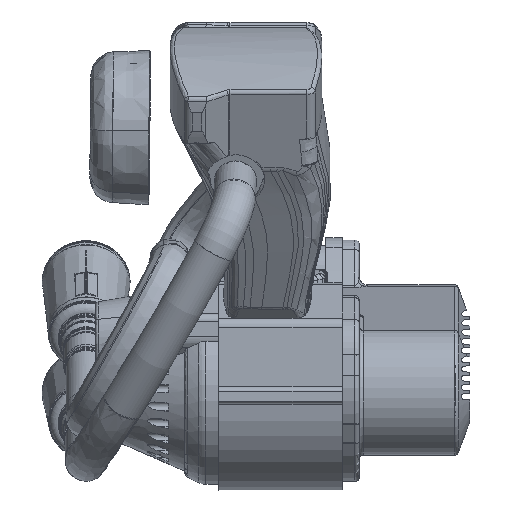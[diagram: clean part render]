
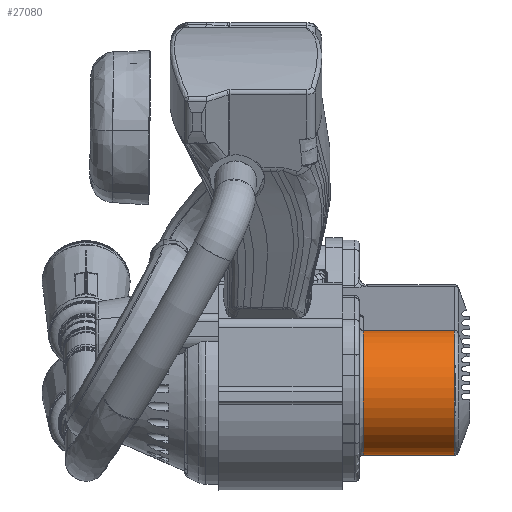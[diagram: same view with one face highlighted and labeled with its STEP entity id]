
A CAD part, left-side view. The second image highlights one B-rep face of the part: STEP entity #27080.
In plain terms, the highlighted cylindrical face has radius 75 mm (diameter 150 mm), a partial arc.
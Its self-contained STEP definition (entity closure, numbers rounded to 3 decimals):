
#566=CYLINDRICAL_SURFACE('',#29241,75.);
#1781=CIRCLE('',#29236,75.);
#1784=CIRCLE('',#29240,75.);
#2711=LINE('',#167602,#3666);
#2712=LINE('',#167603,#3667);
#3666=VECTOR('',#34248,108.735);
#3667=VECTOR('',#34249,108.735);
#5972=FACE_OUTER_BOUND('',#7593,.T.);
#7593=EDGE_LOOP('',(#23817,#23818,#23819,#23820));
#12049=VERTEX_POINT('',#167590);
#12050=VERTEX_POINT('',#167592);
#12051=VERTEX_POINT('',#167596);
#12052=VERTEX_POINT('',#167598);
#16015=EDGE_CURVE('',#12049,#12050,#1781,.T.);
#16018=EDGE_CURVE('',#12051,#12052,#1784,.T.);
#16019=EDGE_CURVE('',#12052,#12049,#2711,.T.);
#16020=EDGE_CURVE('',#12051,#12050,#2712,.T.);
#23817=ORIENTED_EDGE('',*,*,#16019,.T.);
#23818=ORIENTED_EDGE('',*,*,#16015,.T.);
#23819=ORIENTED_EDGE('',*,*,#16020,.F.);
#23820=ORIENTED_EDGE('',*,*,#16018,.T.);
#27080=ADVANCED_FACE('',(#5972),#566,.T.);
#29236=AXIS2_PLACEMENT_3D('',#167594,#34236,#34237);
#29240=AXIS2_PLACEMENT_3D('',#167600,#34244,#34245);
#29241=AXIS2_PLACEMENT_3D('',#167601,#34246,#34247);
#34236=DIRECTION('center_axis',(0.,1.,0.));
#34237=DIRECTION('ref_axis',(0.01,0.,-1.));
#34244=DIRECTION('center_axis',(0.,-1.,0.));
#34245=DIRECTION('ref_axis',(-0.166,0.,0.986));
#34246=DIRECTION('center_axis',(0.,-1.,0.));
#34247=DIRECTION('ref_axis',(-0.996,0.,-0.088));
#34248=DIRECTION('',(0.,-1.,0.));
#34249=DIRECTION('',(0.,-1.,0.));
#167590=CARTESIAN_POINT('',(846.721,-231.535,-153.111));
#167592=CARTESIAN_POINT('',(833.501,-231.535,-4.156));
#167594=CARTESIAN_POINT('Origin',(845.955,-231.535,-78.115));
#167596=CARTESIAN_POINT('',(833.501,-122.8,-4.156));
#167598=CARTESIAN_POINT('',(846.721,-122.8,-153.111));
#167600=CARTESIAN_POINT('Origin',(845.955,-122.8,-78.115));
#167601=CARTESIAN_POINT('Origin',(845.955,-174.51,-78.115));
#167602=CARTESIAN_POINT('',(846.721,-122.8,-153.111));
#167603=CARTESIAN_POINT('',(833.501,-122.8,-4.156));
